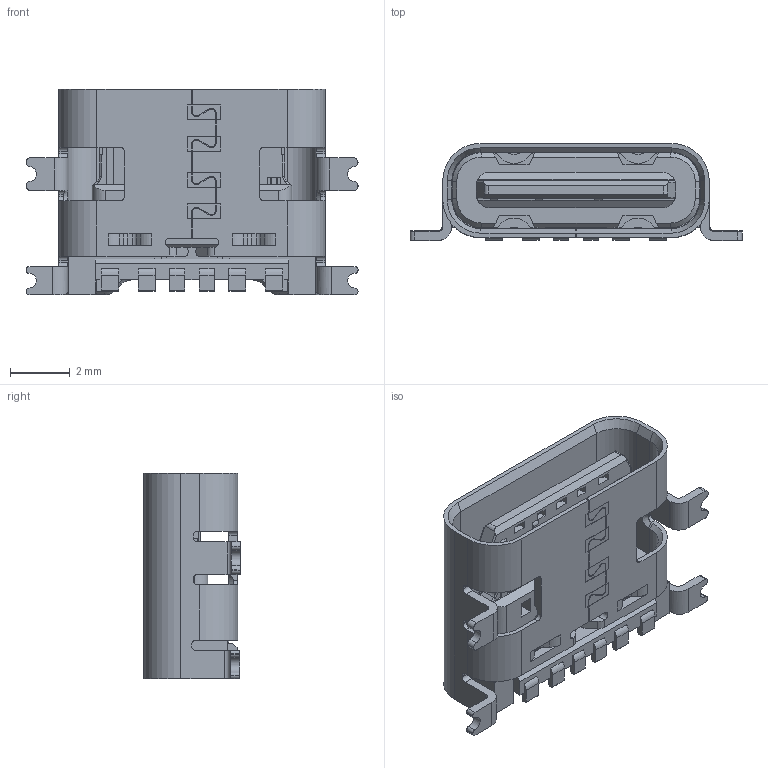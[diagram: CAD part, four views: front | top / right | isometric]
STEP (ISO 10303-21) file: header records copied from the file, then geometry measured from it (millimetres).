
FILE_DESCRIPTION(/* description */ ('STEP AP214'),/* implementation_level */ '2;1');
FILE_NAME(/* name */ 'USB4135-GF-A',/* time_stamp */ '2022-09-09T23:27:15+02:00',/* author */ ('License CC BY-ND 4.0'),/* organization */ ('CADENAS'),/* preprocessor_version */ 'ST-DEVELOPER v18.102',/* originating_system */ 'PARTsolutions',/* authorisation */ ' ');
FILE_SCHEMA (('AUTOMOTIVE_DESIGN {1 0 10303 214 3 1 1}'));
Length unit declared in the file: millimetre
Products named in the file (1): USB4135-GF-A
Bounding box: 11.14 x 3.25 x 6.9 mm (x, y, z)
Volume: 92.6 mm3; surface area: 461 mm2
Topology: 2 solids, 2 shells, 785 faces, 2215 edges, 1437 vertices
Faces by surface type: plane 566, cylinder 181, cone 20, torus 12, bspline 6
Entity records: 28536 total; most frequent: CARTESIAN_POINT 4601, ORIENTED_EDGE 4424, DIRECTION 4171, EDGE_CURVE 2212, LINE 1757, VECTOR 1757, VERTEX_POINT 1437, AXIS2_PLACEMENT_3D 1207
